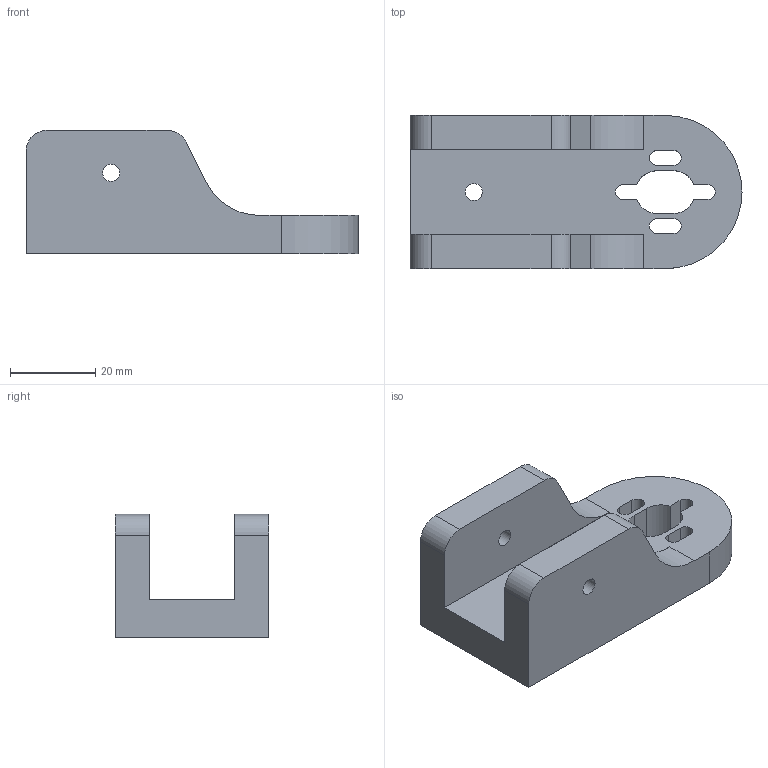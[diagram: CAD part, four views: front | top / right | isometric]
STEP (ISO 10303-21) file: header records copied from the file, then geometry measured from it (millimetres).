
FILE_DESCRIPTION(/* description */ (''),/* implementation_level */ '2;1');
FILE_NAME(/* name */ 'Lead Skrew Holder Evo v3.step',/* time_stamp */ '2020-10-20T11:40:24+02:00',/* author */ (''),/* organization */ (''),/* preprocessor_version */ 'ST-DEVELOPER v18.1',/* originating_system */ 'Autodesk Translation Framework v9.3.0.1241',/* authorisation */ '');
FILE_SCHEMA (('AUTOMOTIVE_DESIGN { 1 0 10303 214 3 1 1 }'));
Length unit declared in the file: millimetre
Products named in the file (1): Lead Skrew Holder Evo
Bounding box: 78 x 36 x 29 mm (x, y, z)
Volume: 35223.3 mm3; surface area: 11713 mm2
Topology: 1 solids, 1 shells, 41 faces, 117 edges, 78 vertices
Faces by surface type: plane 21, cylinder 20
Full cylindrical faces by diameter (mm): 4 x3
Entity records: 1415 total; most frequent: DIRECTION 241, CARTESIAN_POINT 237, ORIENTED_EDGE 234, EDGE_CURVE 117, AXIS2_PLACEMENT_3D 82, VERTEX_POINT 78, LINE 77, VECTOR 77
